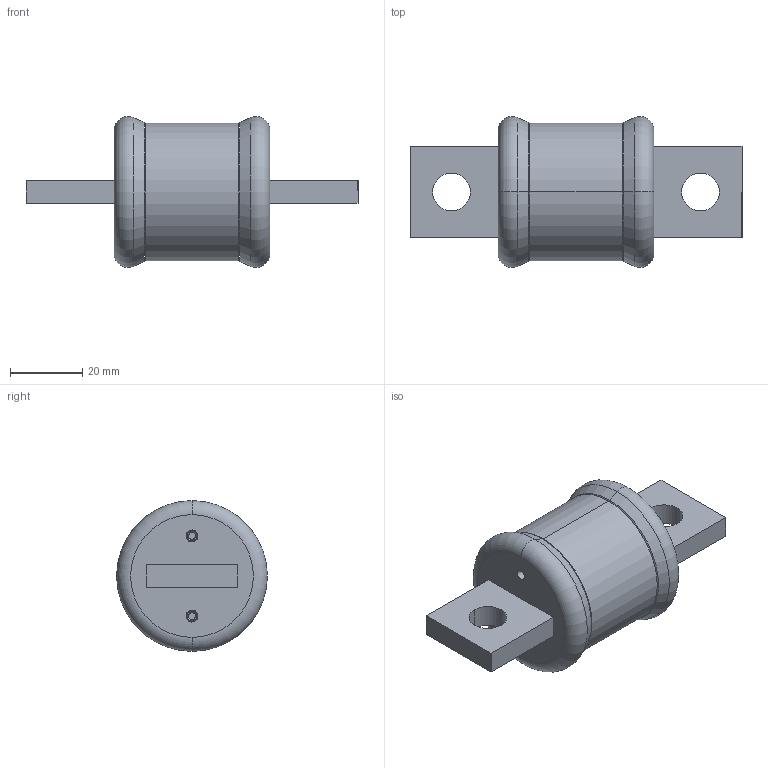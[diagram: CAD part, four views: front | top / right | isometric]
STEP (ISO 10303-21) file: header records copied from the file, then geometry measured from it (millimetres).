
FILE_DESCRIPTION (( 'STEP AP214' ), '1' );
FILE_NAME ('24160.STEP', '2015-03-05T18:32:07', ( '' ), ( '' ), 'SwSTEP 2.0', 'SolidWorks 2014', '' );
FILE_SCHEMA (( 'AUTOMOTIVE_DESIGN' ));
Length unit declared in the file: inch
Products named in the file (1): 24160
Bounding box: 92.08 x 41.81 x 41.81 mm (x, y, z)
Volume: 38181.8 mm3; surface area: 21641.9 mm2
Topology: 9 solids, 9 shells, 124 faces, 250 edges, 152 vertices
Faces by surface type: cylinder 40, plane 40, torus 24, cone 20
Entity records: 5018 total; most frequent: DIRECTION 648, CARTESIAN_POINT 527, ORIENTED_EDGE 500, AXIS2_PLACEMENT_3D 273, EDGE_CURVE 250, VERTEX_POINT 152, CIRCLE 148, EDGE_LOOP 146
